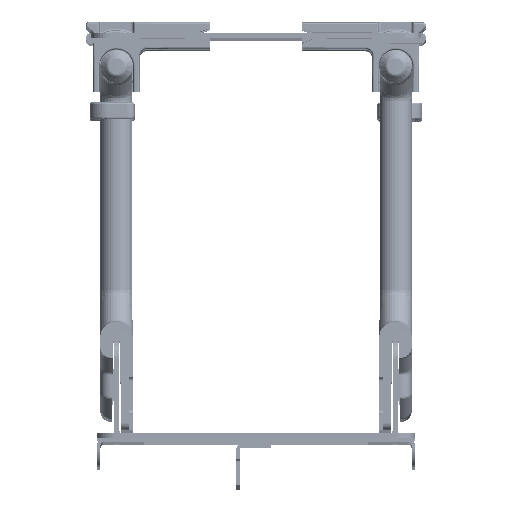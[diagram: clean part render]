
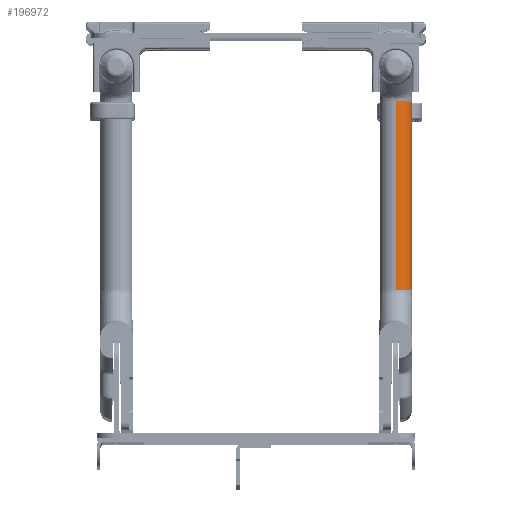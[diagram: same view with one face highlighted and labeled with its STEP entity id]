
A CAD part, top view. The second image highlights one B-rep face of the part: STEP entity #196972.
In plain terms, the highlighted cylindrical face has radius 4.45 mm (diameter 8.9 mm), a partial arc.
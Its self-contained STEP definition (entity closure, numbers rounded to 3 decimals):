
#14886 = EDGE_LOOP ( 'NONE', ( #30782, #253489, #160546, #158887 ) ) ;
#27784 = AXIS2_PLACEMENT_3D ( 'NONE', #220460, #60463, #39459 ) ;
#30782 = ORIENTED_EDGE ( 'NONE', *, *, #136151, .T. ) ;
#36562 = DIRECTION ( 'NONE',  ( 0., 1., -0.028 ) ) ;
#39459 = DIRECTION ( 'NONE',  ( 0., 0.028, 1. ) ) ;
#40772 = VERTEX_POINT ( 'NONE', #175260 ) ;
#58795 = VECTOR ( 'NONE', #210072, 1000. ) ;
#59549 = FACE_OUTER_BOUND ( 'NONE', #14886, .T. ) ;
#60463 = DIRECTION ( 'NONE',  ( 0., 1., -0.028 ) ) ;
#66028 = AXIS2_PLACEMENT_3D ( 'NONE', #145013, #223714, #87272 ) ;
#69834 = CARTESIAN_POINT ( 'NONE',  ( 43.05, 93.065, 200.825 ) ) ;
#75922 = CARTESIAN_POINT ( 'NONE',  ( 38.639, 34.335, 206.916 ) ) ;
#82144 = EDGE_CURVE ( 'NONE', #97557, #211906, #250281, .T. ) ;
#87272 = DIRECTION ( 'NONE',  ( 0., 0.028, 1. ) ) ;
#90700 = LINE ( 'NONE', #249409, #58795 ) ;
#97557 = VERTEX_POINT ( 'NONE', #183510 ) ;
#98913 = CYLINDRICAL_SURFACE ( 'NONE', #101563, 4.45 ) ;
#101563 = AXIS2_PLACEMENT_3D ( 'NONE', #142104, #118541, #222114 ) ;
#106170 = VECTOR ( 'NONE', #36562, 1000. ) ;
#118541 = DIRECTION ( 'NONE',  ( 0., 1., -0.028 ) ) ;
#136151 = EDGE_CURVE ( 'NONE', #40772, #166496, #140820, .T. ) ;
#140820 = CIRCLE ( 'NONE', #27784, 4.45 ) ;
#142104 = CARTESIAN_POINT ( 'NONE',  ( 38.6, 24.219, 202.746 ) ) ;
#142619 = EDGE_CURVE ( 'NONE', #211906, #166496, #90700, .T. ) ;
#145013 = CARTESIAN_POINT ( 'NONE',  ( 38.6, 93.065, 200.825 ) ) ;
#146719 = EDGE_CURVE ( 'NONE', #40772, #97557, #256947, .T. ) ;
#151851 = CARTESIAN_POINT ( 'NONE',  ( 43.05, 40.971, 202.279 ) ) ;
#158887 = ORIENTED_EDGE ( 'NONE', *, *, #146719, .F. ) ;
#160546 = ORIENTED_EDGE ( 'NONE', *, *, #82144, .F. ) ;
#166496 = VERTEX_POINT ( 'NONE', #151851 ) ;
#175260 = CARTESIAN_POINT ( 'NONE',  ( 38.639, 41.095, 206.727 ) ) ;
#183510 = CARTESIAN_POINT ( 'NONE',  ( 38.639, 93.189, 205.273 ) ) ;
#196972 = ADVANCED_FACE ( 'NONE', ( #59549 ), #98913, .T. ) ;
#210072 = DIRECTION ( 'NONE',  ( 0., -1., 0.028 ) ) ;
#211906 = VERTEX_POINT ( 'NONE', #69834 ) ;
#220460 = CARTESIAN_POINT ( 'NONE',  ( 38.6, 40.971, 202.279 ) ) ;
#222114 = DIRECTION ( 'NONE',  ( 0., 0.028, 1. ) ) ;
#223714 = DIRECTION ( 'NONE',  ( 0., 1., -0.028 ) ) ;
#249409 = CARTESIAN_POINT ( 'NONE',  ( 43.05, 24.219, 202.746 ) ) ;
#250281 = CIRCLE ( 'NONE', #66028, 4.45 ) ;
#253489 = ORIENTED_EDGE ( 'NONE', *, *, #142619, .F. ) ;
#256947 = LINE ( 'NONE', #75922, #106170 ) ;
